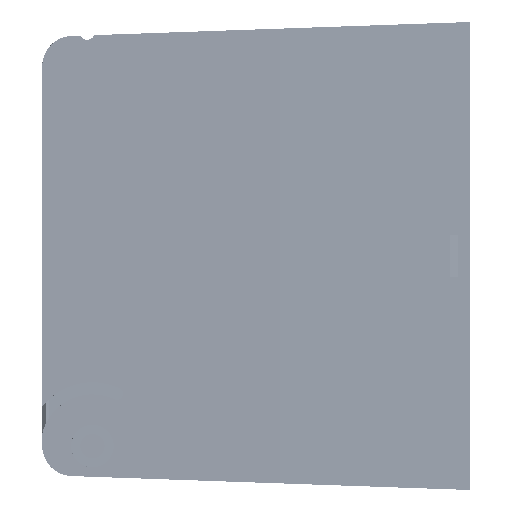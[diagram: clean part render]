
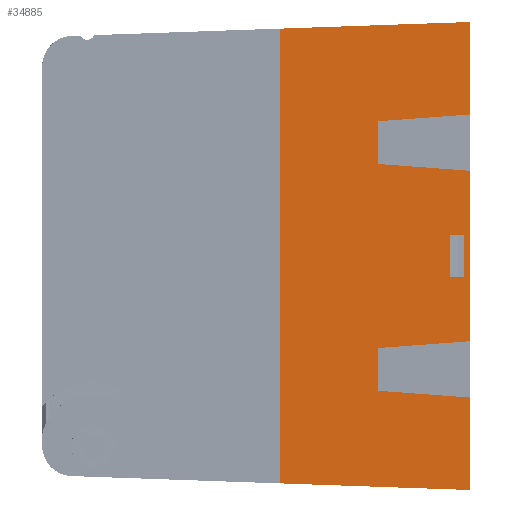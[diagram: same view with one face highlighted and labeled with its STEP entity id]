
A CAD part, left-side view. The second image highlights one B-rep face of the part: STEP entity #34885.
In plain terms, the highlighted planar face has unit normal (1, 0, 0).
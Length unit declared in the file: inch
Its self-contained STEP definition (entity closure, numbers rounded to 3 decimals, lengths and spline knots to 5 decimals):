
#485 = CARTESIAN_POINT ( 'NONE',  ( -3.255, 0.604, 0.88523 ) ) ;
#1119 = LINE ( 'NONE', #75108, #117933 ) ;
#2002 = VERTEX_POINT ( 'NONE', #175712 ) ;
#3126 = ORIENTED_EDGE ( 'NONE', *, *, #111108, .F. ) ;
#4874 = AXIS2_PLACEMENT_3D ( 'NONE', #103222, #102986, #102957 ) ;
#5877 = EDGE_CURVE ( 'NONE', #2002, #131045, #99335, .T. ) ;
#7202 = VERTEX_POINT ( 'NONE', #23518 ) ;
#7517 = DIRECTION ( 'NONE',  ( 0., 0.997, 0.074 ) ) ;
#7648 = CARTESIAN_POINT ( 'NONE',  ( -3.255, 0., -0.93 ) ) ;
#8791 = EDGE_CURVE ( 'NONE', #35252, #22265, #51123, .T. ) ;
#12849 = ORIENTED_EDGE ( 'NONE', *, *, #129337, .F. ) ;
#16296 = CARTESIAN_POINT ( 'NONE',  ( -3.255, 0., 0.56 ) ) ;
#21186 = LINE ( 'NONE', #41526, #176913 ) ;
#21984 = VERTEX_POINT ( 'NONE', #129064 ) ;
#22265 = VERTEX_POINT ( 'NONE', #25671 ) ;
#23518 = CARTESIAN_POINT ( 'NONE',  ( -3.255, 0.133, 0.14 ) ) ;
#24361 = VERTEX_POINT ( 'NONE', #49202 ) ;
#25671 = CARTESIAN_POINT ( 'NONE',  ( -3.255, 0.604, -0.88523 ) ) ;
#26150 = CARTESIAN_POINT ( 'NONE',  ( -3.255, 0.604, -0.5 ) ) ;
#29987 = VERTEX_POINT ( 'NONE', #111938 ) ;
#30810 = ORIENTED_EDGE ( 'NONE', *, *, #63005, .F. ) ;
#34885 = ADVANCED_FACE ( 'NONE', ( #179156, #172133 ), #104861, .F. ) ;
#35252 = VERTEX_POINT ( 'NONE', #42862 ) ;
#38971 = DIRECTION ( 'NONE',  ( 0., 0., 1. ) ) ;
#40569 = EDGE_CURVE ( 'NONE', #93409, #144336, #21186, .T. ) ;
#40885 = CARTESIAN_POINT ( 'NONE',  ( -3.255, 0.133, -0.5 ) ) ;
#41526 = CARTESIAN_POINT ( 'NONE',  ( -3.255, 0.604, -0.60477 ) ) ;
#42862 = CARTESIAN_POINT ( 'NONE',  ( -3.255, 0., -0.93 ) ) ;
#43633 = VECTOR ( 'NONE', #103869, 39.37008 ) ;
#43845 = CARTESIAN_POINT ( 'NONE',  ( -3.255, 0.604, 0.88523 ) ) ;
#44991 = CARTESIAN_POINT ( 'NONE',  ( -3.255, 0.04, -0.5 ) ) ;
#46799 = DIRECTION ( 'NONE',  ( 0., 0., 1. ) ) ;
#47729 = LINE ( 'NONE', #26150, #82003 ) ;
#49202 = CARTESIAN_POINT ( 'NONE',  ( -3.255, 0., 0.93 ) ) ;
#49617 = EDGE_CURVE ( 'NONE', #29987, #35252, #149657, .T. ) ;
#49796 = VERTEX_POINT ( 'NONE', #154581 ) ;
#50019 = LINE ( 'NONE', #16296, #127840 ) ;
#51123 = LINE ( 'NONE', #7648, #54732 ) ;
#52153 = LINE ( 'NONE', #43845, #164343 ) ;
#52381 = VERTEX_POINT ( 'NONE', #74944 ) ;
#54632 = DIRECTION ( 'NONE',  ( 0., 1., 0. ) ) ;
#54732 = VECTOR ( 'NONE', #7517, 39.37008 ) ;
#55190 = VERTEX_POINT ( 'NONE', #166949 ) ;
#55693 = EDGE_CURVE ( 'NONE', #49796, #29987, #1119, .T. ) ;
#56800 = EDGE_CURVE ( 'NONE', #129608, #49796, #79716, .T. ) ;
#58458 = DIRECTION ( 'NONE',  ( 0., -0.997, 0.074 ) ) ;
#59558 = EDGE_CURVE ( 'NONE', #99930, #129608, #114731, .T. ) ;
#63005 = EDGE_CURVE ( 'NONE', #24361, #99930, #189779, .T. ) ;
#63239 = LINE ( 'NONE', #40885, #175543 ) ;
#63301 = VERTEX_POINT ( 'NONE', #485 ) ;
#63503 = DIRECTION ( 'NONE',  ( 0., 0., -1. ) ) ;
#67379 = LINE ( 'NONE', #186634, #101779 ) ;
#68871 = CARTESIAN_POINT ( 'NONE',  ( -3.255, 0., 1.4375 ) ) ;
#69643 = LINE ( 'NONE', #161582, #182063 ) ;
#70486 = EDGE_CURVE ( 'NONE', #144336, #55190, #150587, .T. ) ;
#74303 = EDGE_CURVE ( 'NONE', #55190, #52381, #50019, .T. ) ;
#74944 = CARTESIAN_POINT ( 'NONE',  ( -3.255, 0.604, 0.60477 ) ) ;
#75108 = CARTESIAN_POINT ( 'NONE',  ( -3.255, 0.00349, -1.53744 ) ) ;
#76077 = EDGE_CURVE ( 'NONE', #52381, #63301, #67379, .T. ) ;
#76295 = ORIENTED_EDGE ( 'NONE', *, *, #74303, .F. ) ;
#77444 = VECTOR ( 'NONE', #46799, 39.37008 ) ;
#79716 = LINE ( 'NONE', #151287, #134658 ) ;
#82003 = VECTOR ( 'NONE', #88077, 39.37008 ) ;
#82215 = ORIENTED_EDGE ( 'NONE', *, *, #8791, .F. ) ;
#82493 = LINE ( 'NONE', #44991, #43633 ) ;
#85075 = ORIENTED_EDGE ( 'NONE', *, *, #49617, .F. ) ;
#85880 = CARTESIAN_POINT ( 'NONE',  ( -3.255, 0.594, -0.14 ) ) ;
#87940 = CARTESIAN_POINT ( 'NONE',  ( -3.255, 0., 1.53756 ) ) ;
#88077 = DIRECTION ( 'NONE',  ( 0., 0., 1. ) ) ;
#89201 = DIRECTION ( 'NONE',  ( 0., 0.997, 0.074 ) ) ;
#89513 = CARTESIAN_POINT ( 'NONE',  ( -3.255, 0., 1.4375 ) ) ;
#90641 = ORIENTED_EDGE ( 'NONE', *, *, #56800, .F. ) ;
#90842 = ORIENTED_EDGE ( 'NONE', *, *, #136933, .F. ) ;
#92880 = CARTESIAN_POINT ( 'NONE',  ( -3.255, 0.00349, 1.53744 ) ) ;
#93409 = VERTEX_POINT ( 'NONE', #134183 ) ;
#93511 = VECTOR ( 'NONE', #187778, 39.37008 ) ;
#95338 = ORIENTED_EDGE ( 'NONE', *, *, #146786, .F. ) ;
#98850 = DIRECTION ( 'NONE',  ( 0., 0., 1. ) ) ;
#99335 = LINE ( 'NONE', #85880, #101738 ) ;
#99930 = VERTEX_POINT ( 'NONE', #87940 ) ;
#101738 = VECTOR ( 'NONE', #54632, 39.37008 ) ;
#101779 = VECTOR ( 'NONE', #98850, 39.37008 ) ;
#102957 = DIRECTION ( 'NONE',  ( 0., 0., 1. ) ) ;
#102986 = DIRECTION ( 'NONE',  ( -1., 0., 0. ) ) ;
#103222 = CARTESIAN_POINT ( 'NONE',  ( -3.255, 0.594, -0.5 ) ) ;
#103869 = DIRECTION ( 'NONE',  ( 0., 0., -1. ) ) ;
#104861 = PLANE ( 'NONE',  #4874 ) ;
#111108 = EDGE_CURVE ( 'NONE', #7202, #21984, #69643, .T. ) ;
#111938 = CARTESIAN_POINT ( 'NONE',  ( -3.255, 0., -1.53756 ) ) ;
#114731 = LINE ( 'NONE', #92880, #93511 ) ;
#117933 = VECTOR ( 'NONE', #177617, 39.37008 ) ;
#121794 = ORIENTED_EDGE ( 'NONE', *, *, #5877, .F. ) ;
#127840 = VECTOR ( 'NONE', #89201, 39.37008 ) ;
#129064 = CARTESIAN_POINT ( 'NONE',  ( -3.255, 0.04, 0.14 ) ) ;
#129337 = EDGE_CURVE ( 'NONE', #63301, #24361, #52153, .T. ) ;
#129608 = VERTEX_POINT ( 'NONE', #180786 ) ;
#130613 = ORIENTED_EDGE ( 'NONE', *, *, #59558, .F. ) ;
#131045 = VERTEX_POINT ( 'NONE', #155178 ) ;
#134183 = CARTESIAN_POINT ( 'NONE',  ( -3.255, 0.604, -0.60477 ) ) ;
#134424 = CARTESIAN_POINT ( 'NONE',  ( -3.255, 0., 1.4375 ) ) ;
#134658 = VECTOR ( 'NONE', #63503, 39.37008 ) ;
#135285 = CARTESIAN_POINT ( 'NONE',  ( -3.255, 0., -0.56 ) ) ;
#136933 = EDGE_CURVE ( 'NONE', #22265, #93409, #47729, .T. ) ;
#142815 = ORIENTED_EDGE ( 'NONE', *, *, #70486, .F. ) ;
#143220 = DIRECTION ( 'NONE',  ( 0., 0., 1. ) ) ;
#144336 = VERTEX_POINT ( 'NONE', #135285 ) ;
#144790 = EDGE_CURVE ( 'NONE', #21984, #2002, #82493, .T. ) ;
#146786 = EDGE_CURVE ( 'NONE', #131045, #7202, #63239, .T. ) ;
#147778 = ORIENTED_EDGE ( 'NONE', *, *, #76077, .F. ) ;
#149657 = LINE ( 'NONE', #68871, #188655 ) ;
#150587 = LINE ( 'NONE', #89513, #189564 ) ;
#151287 = CARTESIAN_POINT ( 'NONE',  ( -3.255, 1.25, 3.60036 ) ) ;
#154125 = EDGE_LOOP ( 'NONE', ( #95338, #121794, #180943, #3126 ) ) ;
#154581 = CARTESIAN_POINT ( 'NONE',  ( -3.255, 1.25, -1.49391 ) ) ;
#155178 = CARTESIAN_POINT ( 'NONE',  ( -3.255, 0.133, -0.14 ) ) ;
#161582 = CARTESIAN_POINT ( 'NONE',  ( -3.255, 0.594, 0.14 ) ) ;
#162296 = ORIENTED_EDGE ( 'NONE', *, *, #55693, .F. ) ;
#163781 = EDGE_LOOP ( 'NONE', ( #82215, #85075, #162296, #90641, #130613, #30810, #12849, #147778, #76295, #142815, #188650, #90842 ) ) ;
#164343 = VECTOR ( 'NONE', #58458, 39.37008 ) ;
#166949 = CARTESIAN_POINT ( 'NONE',  ( -3.255, 0., 0.56 ) ) ;
#171001 = DIRECTION ( 'NONE',  ( 0., 0., 1. ) ) ;
#171457 = DIRECTION ( 'NONE',  ( 0., -0.997, 0.074 ) ) ;
#172133 = FACE_OUTER_BOUND ( 'NONE', #163781, .T. ) ;
#175543 = VECTOR ( 'NONE', #143220, 39.37008 ) ;
#175712 = CARTESIAN_POINT ( 'NONE',  ( -3.255, 0.04, -0.14 ) ) ;
#176350 = DIRECTION ( 'NONE',  ( 0., -1., 0. ) ) ;
#176913 = VECTOR ( 'NONE', #171457, 39.37008 ) ;
#177617 = DIRECTION ( 'NONE',  ( 0., -0.999, -0.035 ) ) ;
#179156 = FACE_BOUND ( 'NONE', #154125, .T. ) ;
#180786 = CARTESIAN_POINT ( 'NONE',  ( -3.255, 1.25, 1.49391 ) ) ;
#180943 = ORIENTED_EDGE ( 'NONE', *, *, #144790, .F. ) ;
#182063 = VECTOR ( 'NONE', #176350, 39.37008 ) ;
#186634 = CARTESIAN_POINT ( 'NONE',  ( -3.255, 0.604, -0.5 ) ) ;
#187778 = DIRECTION ( 'NONE',  ( 0., 0.999, -0.035 ) ) ;
#188650 = ORIENTED_EDGE ( 'NONE', *, *, #40569, .F. ) ;
#188655 = VECTOR ( 'NONE', #38971, 39.37008 ) ;
#189564 = VECTOR ( 'NONE', #171001, 39.37008 ) ;
#189779 = LINE ( 'NONE', #134424, #77444 ) ;
